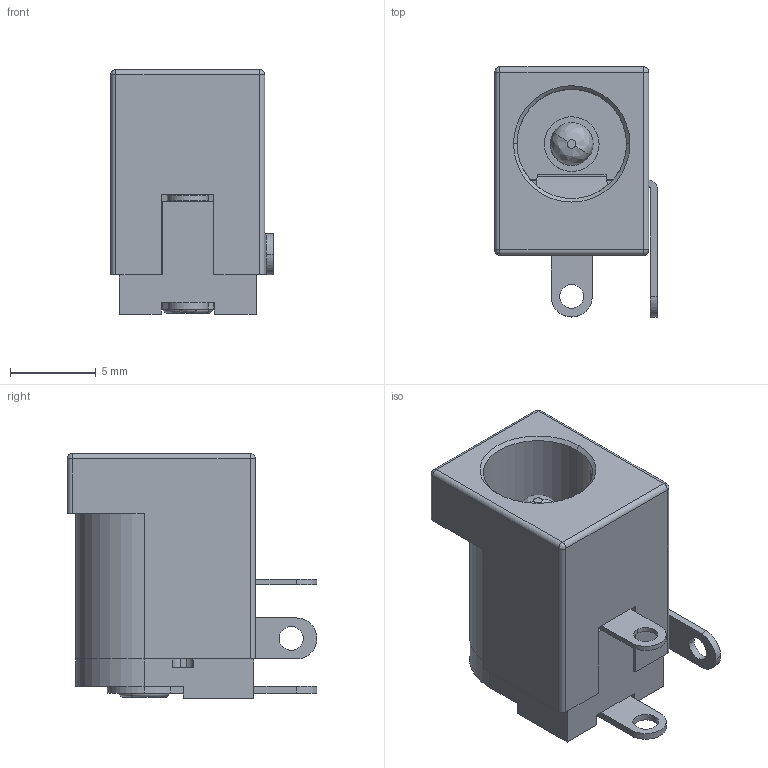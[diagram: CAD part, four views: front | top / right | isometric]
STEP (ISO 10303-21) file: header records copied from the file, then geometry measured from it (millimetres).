
FILE_DESCRIPTION (( 'STEP AP203' ), '1' );
FILE_NAME ('54-00167_revA.STEP', '2019-08-05T18:38:58', ( '' ), ( '' ), 'SwSTEP 2.0', 'SolidWorks 2015', '' );
FILE_SCHEMA (( 'CONFIG_CONTROL_DESIGN' ));
Length unit declared in the file: millimetre
Products named in the file (7): 54-00167_revA; 54-00167_center terminal; 54-00167_spring terminal; 54-00167_switch terminal; 54-00167_insulator; 54-00167_center pin; 54-00167_back plate
Assembly tree (6 placements, depth 2):
  54-00167_revA
    54-00167_insulator
    54-00167_back plate
    54-00167_center pin
    54-00167_center terminal
    54-00167_spring terminal
    54-00167_switch terminal
Bounding box: 9.5 x 14.6 x 14.3 mm (x, y, z)
Volume: 763.1 mm3; surface area: 1724.2 mm2
Topology: 6 solids, 6 shells, 212 faces, 544 edges, 341 vertices
Faces by surface type: plane 113, cylinder 73, bspline 22, cone 4
Entity records: 7560 total; most frequent: CARTESIAN_POINT 1696, ORIENTED_EDGE 1076, DIRECTION 1064, EDGE_CURVE 538, VECTOR 362, LINE 362, AXIS2_PLACEMENT_3D 351, VERTEX_POINT 341
